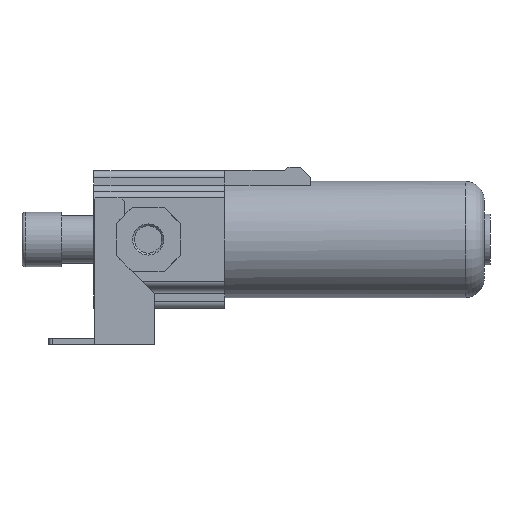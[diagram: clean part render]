
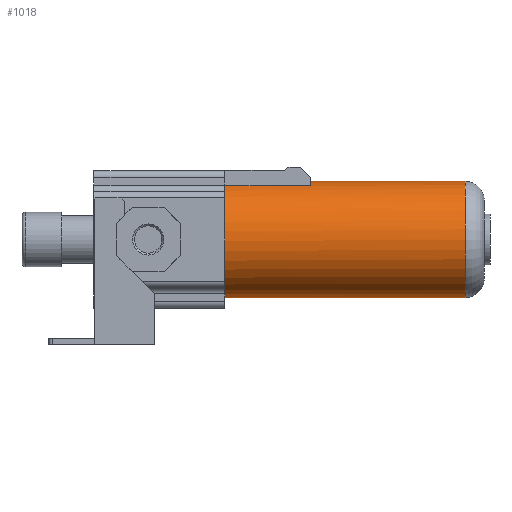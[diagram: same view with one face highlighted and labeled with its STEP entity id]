
A CAD part, left-side view. The second image highlights one B-rep face of the part: STEP entity #1018.
In plain terms, the highlighted cylindrical face has radius 18.2 mm (diameter 36.4 mm), a partial arc.
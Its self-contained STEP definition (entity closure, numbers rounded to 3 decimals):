
#24 = DIRECTION ( 'NONE',  ( 1., 0., 0. ) ) ;
#49 = DIRECTION ( 'NONE',  ( 0., -1., 0. ) ) ;
#87 = LINE ( 'NONE', #3435, #3620 ) ;
#123 = CIRCLE ( 'NONE', #1242, 18.2 ) ;
#148 = EDGE_CURVE ( 'NONE', #1715, #2638, #87, .T. ) ;
#168 = AXIS2_PLACEMENT_3D ( 'NONE', #4269, #243, #1582 ) ;
#243 = DIRECTION ( 'NONE',  ( 0., 1., 0. ) ) ;
#279 = VERTEX_POINT ( 'NONE', #2546 ) ;
#288 = DIRECTION ( 'NONE',  ( 0., 1., 0. ) ) ;
#312 = CARTESIAN_POINT ( 'NONE',  ( 0., -107., 0. ) ) ;
#365 = EDGE_CURVE ( 'NONE', #2108, #2403, #2663, .T. ) ;
#376 = CYLINDRICAL_SURFACE ( 'NONE', #807, 18.2 ) ;
#405 = VERTEX_POINT ( 'NONE', #2992 ) ;
#479 = AXIS2_PLACEMENT_3D ( 'NONE', #1829, #860, #3857 ) ;
#581 = ORIENTED_EDGE ( 'NONE', *, *, #2701, .F. ) ;
#610 = CARTESIAN_POINT ( 'NONE',  ( -7.1, -50.77, 16.758 ) ) ;
#716 = LINE ( 'NONE', #1316, #2446 ) ;
#807 = AXIS2_PLACEMENT_3D ( 'NONE', #312, #1627, #24 ) ;
#860 = DIRECTION ( 'NONE',  ( 0., 1., 0. ) ) ;
#899 = ORIENTED_EDGE ( 'NONE', *, *, #4081, .F. ) ;
#991 = CARTESIAN_POINT ( 'NONE',  ( 0., -99.2, 0. ) ) ;
#1018 = ADVANCED_FACE ( 'NONE', ( #3037 ), #376, .T. ) ;
#1242 = AXIS2_PLACEMENT_3D ( 'NONE', #991, #2356, #2617 ) ;
#1316 = CARTESIAN_POINT ( 'NONE',  ( 0., -99.2, -18.2 ) ) ;
#1508 = ORIENTED_EDGE ( 'NONE', *, *, #3661, .F. ) ;
#1582 = DIRECTION ( 'NONE',  ( 0., 0., 1. ) ) ;
#1627 = DIRECTION ( 'NONE',  ( 0., 1., 0. ) ) ;
#1674 = DIRECTION ( 'NONE',  ( 0., 1., 0. ) ) ;
#1715 = VERTEX_POINT ( 'NONE', #4166 ) ;
#1829 = CARTESIAN_POINT ( 'NONE',  ( 0., -24., 0. ) ) ;
#1856 = ORIENTED_EDGE ( 'NONE', *, *, #365, .T. ) ;
#1935 = VECTOR ( 'NONE', #1674, 1000. ) ;
#2108 = VERTEX_POINT ( 'NONE', #2350 ) ;
#2307 = EDGE_LOOP ( 'NONE', ( #899, #3934, #3786, #1508, #581, #1856 ) ) ;
#2350 = CARTESIAN_POINT ( 'NONE',  ( 0., -99.2, 18.2 ) ) ;
#2356 = DIRECTION ( 'NONE',  ( 0., -1., 0. ) ) ;
#2372 = CIRCLE ( 'NONE', #479, 18.2 ) ;
#2403 = VERTEX_POINT ( 'NONE', #3534 ) ;
#2446 = VECTOR ( 'NONE', #288, 1000. ) ;
#2546 = CARTESIAN_POINT ( 'NONE',  ( 0., -24., -18.2 ) ) ;
#2617 = DIRECTION ( 'NONE',  ( 0., 0., -1. ) ) ;
#2638 = VERTEX_POINT ( 'NONE', #610 ) ;
#2663 = LINE ( 'NONE', #2949, #1935 ) ;
#2701 = EDGE_CURVE ( 'NONE', #2108, #405, #123, .T. ) ;
#2949 = CARTESIAN_POINT ( 'NONE',  ( 0., -99.2, 18.2 ) ) ;
#2992 = CARTESIAN_POINT ( 'NONE',  ( 0., -99.2, -18.2 ) ) ;
#3037 = FACE_OUTER_BOUND ( 'NONE', #2307, .T. ) ;
#3435 = CARTESIAN_POINT ( 'NONE',  ( -7.1, -107., 16.758 ) ) ;
#3449 = EDGE_CURVE ( 'NONE', #279, #1715, #2372, .T. ) ;
#3534 = CARTESIAN_POINT ( 'NONE',  ( 0., -50.77, 18.2 ) ) ;
#3609 = CIRCLE ( 'NONE', #168, 18.2 ) ;
#3620 = VECTOR ( 'NONE', #49, 1000. ) ;
#3661 = EDGE_CURVE ( 'NONE', #405, #279, #716, .T. ) ;
#3786 = ORIENTED_EDGE ( 'NONE', *, *, #3449, .F. ) ;
#3857 = DIRECTION ( 'NONE',  ( 0., 0., 1. ) ) ;
#3934 = ORIENTED_EDGE ( 'NONE', *, *, #148, .F. ) ;
#4081 = EDGE_CURVE ( 'NONE', #2638, #2403, #3609, .T. ) ;
#4166 = CARTESIAN_POINT ( 'NONE',  ( -7.1, -24., 16.758 ) ) ;
#4269 = CARTESIAN_POINT ( 'NONE',  ( 0., -50.77, 0. ) ) ;
